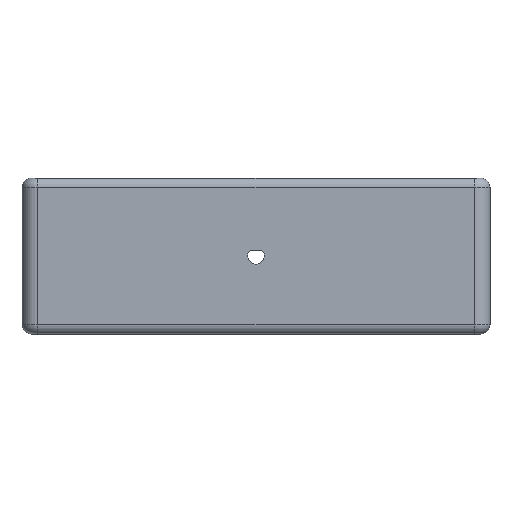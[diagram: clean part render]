
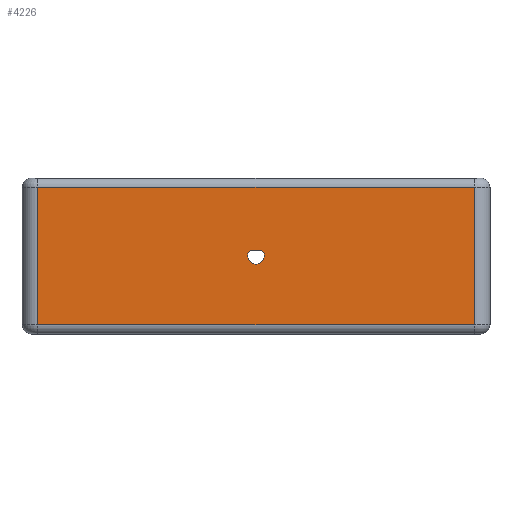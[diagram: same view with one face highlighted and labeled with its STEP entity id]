
A CAD part, front view. The second image highlights one B-rep face of the part: STEP entity #4226.
In plain terms, the highlighted planar face has unit normal (0, -1, 0).
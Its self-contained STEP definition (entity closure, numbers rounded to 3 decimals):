
#35 = DIRECTION ( 'NONE',  ( 0., 0., 1. ) ) ;
#215 = CARTESIAN_POINT ( 'NONE',  ( 73.09, 0., 1.837 ) ) ;
#247 = CARTESIAN_POINT ( 'NONE',  ( 0., 0., 25. ) ) ;
#269 = FACE_OUTER_BOUND ( 'NONE', #3641, .T. ) ;
#276 = VECTOR ( 'NONE', #1078, 1000. ) ;
#329 = VECTOR ( 'NONE', #5298, 1000. ) ;
#503 = EDGE_LOOP ( 'NONE', ( #1005, #4408 ) ) ;
#618 = DIRECTION ( 'NONE',  ( 0., 0., 1. ) ) ;
#665 = CARTESIAN_POINT ( 'NONE',  ( 76.91, 0., 1.837 ) ) ;
#670 = CARTESIAN_POINT ( 'NONE',  ( 0., 0., 22. ) ) ;
#830 = ORIENTED_EDGE ( 'NONE', *, *, #4750, .T. ) ;
#896 = EDGE_CURVE ( 'NONE', #4362, #3118, #2352, .T. ) ;
#1005 = ORIENTED_EDGE ( 'NONE', *, *, #5185, .T. ) ;
#1019 = DIRECTION ( 'NONE',  ( 1., 0., 0. ) ) ;
#1062 = LINE ( 'NONE', #1526, #329 ) ;
#1078 = DIRECTION ( 'NONE',  ( -1., 0., 0. ) ) ;
#1125 = ORIENTED_EDGE ( 'NONE', *, *, #1449, .T. ) ;
#1173 = LINE ( 'NONE', #2867, #3551 ) ;
#1197 = CARTESIAN_POINT ( 'NONE',  ( 145., 0., 22. ) ) ;
#1449 = EDGE_CURVE ( 'NONE', #4827, #4927, #2701, .T. ) ;
#1457 = EDGE_CURVE ( 'NONE', #2313, #3602, #3995, .T. ) ;
#1526 = CARTESIAN_POINT ( 'NONE',  ( 5., 0., 25. ) ) ;
#1528 = DIRECTION ( 'NONE',  ( 1., 0., 0. ) ) ;
#2083 = DIRECTION ( 'NONE',  ( 0., 0., 1. ) ) ;
#2201 = ORIENTED_EDGE ( 'NONE', *, *, #1457, .T. ) ;
#2301 = AXIS2_PLACEMENT_3D ( 'NONE', #247, #4975, #618 ) ;
#2313 = VERTEX_POINT ( 'NONE', #5429 ) ;
#2352 = CIRCLE ( 'NONE', #3431, 2.65 ) ;
#2500 = CARTESIAN_POINT ( 'NONE',  ( 145., 0., 25. ) ) ;
#2590 = CARTESIAN_POINT ( 'NONE',  ( 75., 0., 0. ) ) ;
#2701 = LINE ( 'NONE', #670, #276 ) ;
#2867 = CARTESIAN_POINT ( 'NONE',  ( 73.09, 0., 1.837 ) ) ;
#3118 = VERTEX_POINT ( 'NONE', #215 ) ;
#3129 = CARTESIAN_POINT ( 'NONE',  ( 5., 0., 22. ) ) ;
#3245 = FACE_BOUND ( 'NONE', #503, .T. ) ;
#3431 = AXIS2_PLACEMENT_3D ( 'NONE', #2590, #3974, #35 ) ;
#3551 = VECTOR ( 'NONE', #1528, 1000. ) ;
#3602 = VERTEX_POINT ( 'NONE', #4642 ) ;
#3641 = EDGE_LOOP ( 'NONE', ( #830, #2201, #4065, #1125 ) ) ;
#3974 = DIRECTION ( 'NONE',  ( 0., 1., 0. ) ) ;
#3995 = LINE ( 'NONE', #4870, #4776 ) ;
#4065 = ORIENTED_EDGE ( 'NONE', *, *, #4891, .T. ) ;
#4178 = VECTOR ( 'NONE', #2083, 1000. ) ;
#4226 = ADVANCED_FACE ( 'NONE', ( #3245, #269 ), #4496, .F. ) ;
#4362 = VERTEX_POINT ( 'NONE', #665 ) ;
#4408 = ORIENTED_EDGE ( 'NONE', *, *, #896, .T. ) ;
#4496 = PLANE ( 'NONE',  #2301 ) ;
#4596 = LINE ( 'NONE', #2500, #4178 ) ;
#4642 = CARTESIAN_POINT ( 'NONE',  ( 145., 0., -22. ) ) ;
#4750 = EDGE_CURVE ( 'NONE', #4927, #2313, #1062, .T. ) ;
#4776 = VECTOR ( 'NONE', #1019, 1000. ) ;
#4827 = VERTEX_POINT ( 'NONE', #1197 ) ;
#4870 = CARTESIAN_POINT ( 'NONE',  ( 145., 0., -22. ) ) ;
#4891 = EDGE_CURVE ( 'NONE', #3602, #4827, #4596, .T. ) ;
#4927 = VERTEX_POINT ( 'NONE', #3129 ) ;
#4975 = DIRECTION ( 'NONE',  ( 0., 1., 0. ) ) ;
#5185 = EDGE_CURVE ( 'NONE', #3118, #4362, #1173, .T. ) ;
#5298 = DIRECTION ( 'NONE',  ( 0., 0., -1. ) ) ;
#5429 = CARTESIAN_POINT ( 'NONE',  ( 5., 0., -22. ) ) ;
